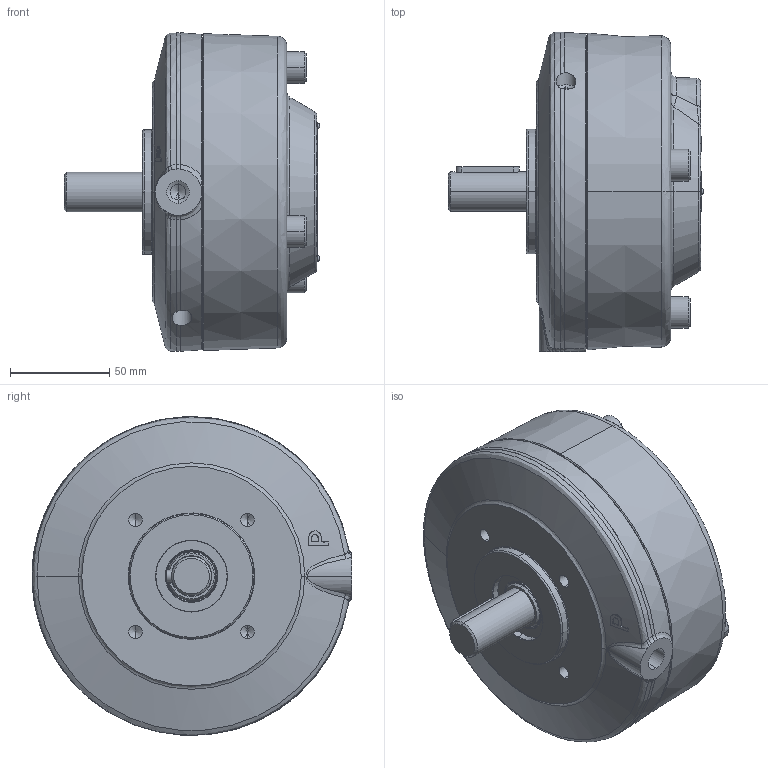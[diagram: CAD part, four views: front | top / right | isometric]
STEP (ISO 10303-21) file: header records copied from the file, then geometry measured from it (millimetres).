
FILE_DESCRIPTION (( 'STEP AP214' ), '1' );
FILE_NAME ('BRK501-BRK701-SRK701.STEP', '2021-03-05T16:02:59', ( '' ), ( '' ), 'SwSTEP 2.0', 'SolidWorks 2020', '' );
FILE_SCHEMA (( 'AUTOMOTIVE_DESIGN' ));
Length unit declared in the file: millimetre
Products named in the file (1): BRK501-BRK701-SRK701
Bounding box: 129.1 x 161.5 x 160.88 mm (x, y, z)
Volume: 1413274.4 mm3; surface area: 93995 mm2
Topology: 1 solids, 24 shells, 841 faces, 2095 edges, 1332 vertices
Faces by surface type: plane 419, bspline 196, cone 124, cylinder 102
Entity records: 33409 total; most frequent: CARTESIAN_POINT 15046, ORIENTED_EDGE 4114, DIRECTION 3213, EDGE_CURVE 2057, VERTEX_POINT 1332, LINE 1099, VECTOR 1099, AXIS2_PLACEMENT_3D 1057
